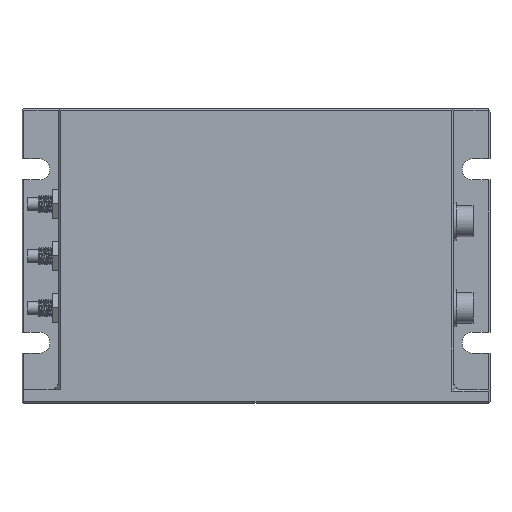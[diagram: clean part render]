
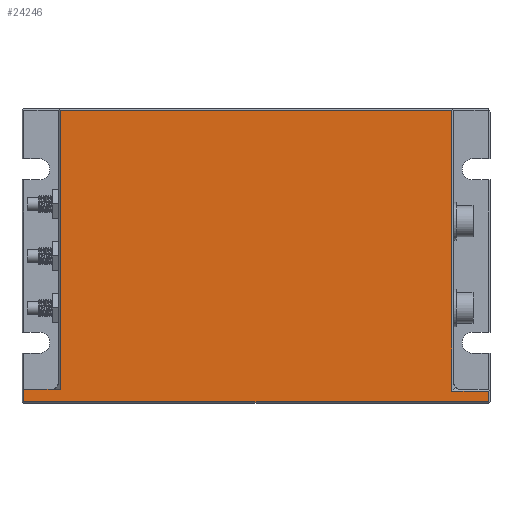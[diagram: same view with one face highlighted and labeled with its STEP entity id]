
A CAD part, top view. The second image highlights one B-rep face of the part: STEP entity #24246.
In plain terms, the highlighted planar face has unit normal (0, 0, 1).
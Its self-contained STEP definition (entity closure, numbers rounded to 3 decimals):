
#8455=DIRECTION('',(1.,0.,0.));
#8456=VECTOR('',#8455,134.);
#8457=CARTESIAN_POINT('',(-67.,-42.,26.));
#8458=LINE('',#8457,#8456);
#8459=DIRECTION('',(0.,-1.,0.));
#8460=VECTOR('',#8459,3.5);
#8461=CARTESIAN_POINT('',(-67.,-38.5,26.));
#8462=LINE('',#8461,#8460);
#8463=DIRECTION('',(0.,-1.,0.));
#8464=VECTOR('',#8463,80.5);
#8465=CARTESIAN_POINT('',(-56.5,42.,26.));
#8466=LINE('',#8465,#8464);
#8467=DIRECTION('',(-1.,0.,0.));
#8468=VECTOR('',#8467,113.);
#8469=CARTESIAN_POINT('',(56.5,42.,26.));
#8470=LINE('',#8469,#8468);
#8471=DIRECTION('',(0.,1.,0.));
#8472=VECTOR('',#8471,81.);
#8473=CARTESIAN_POINT('',(56.5,-39.,26.));
#8474=LINE('',#8473,#8472);
#8475=DIRECTION('',(-1.,0.,0.));
#8476=VECTOR('',#8475,10.5);
#8477=CARTESIAN_POINT('',(67.,-39.,26.));
#8478=LINE('',#8477,#8476);
#8479=DIRECTION('',(0.,1.,0.));
#8480=VECTOR('',#8479,3.);
#8481=CARTESIAN_POINT('',(67.,-42.,26.));
#8482=LINE('',#8481,#8480);
#8511=DIRECTION('',(-1.,0.,0.));
#8512=VECTOR('',#8511,10.5);
#8513=CARTESIAN_POINT('',(-56.5,-38.5,26.));
#8514=LINE('',#8513,#8512);
#11268=CARTESIAN_POINT('',(-56.5,42.,26.));
#11269=CARTESIAN_POINT('',(-56.5,-38.5,26.));
#11270=VERTEX_POINT('',#11268);
#11271=VERTEX_POINT('',#11269);
#11296=CARTESIAN_POINT('',(-67.,-38.5,26.));
#11297=VERTEX_POINT('',#11296);
#11336=CARTESIAN_POINT('',(-67.,-42.,26.));
#11337=VERTEX_POINT('',#11336);
#11338=CARTESIAN_POINT('',(67.,-42.,26.));
#11339=VERTEX_POINT('',#11338);
#11350=CARTESIAN_POINT('',(67.,-39.,26.));
#11351=VERTEX_POINT('',#11350);
#11358=CARTESIAN_POINT('',(56.5,-39.,26.));
#11359=VERTEX_POINT('',#11358);
#11360=CARTESIAN_POINT('',(56.5,42.,26.));
#11362=VERTEX_POINT('',#11360);
#24227=CARTESIAN_POINT('',(0.,0.,26.));
#24228=DIRECTION('',(0.,0.,1.));
#24229=DIRECTION('',(1.,0.,0.));
#24230=AXIS2_PLACEMENT_3D('',#24227,#24228,#24229);
#24231=PLANE('',#24230);
#24232=ORIENTED_EDGE('',*,*,#12499,.F.);
#24234=ORIENTED_EDGE('',*,*,#24233,.F.);
#24236=ORIENTED_EDGE('',*,*,#24235,.F.);
#24238=ORIENTED_EDGE('',*,*,#24237,.F.);
#24240=ORIENTED_EDGE('',*,*,#24239,.F.);
#24241=ORIENTED_EDGE('',*,*,#24218,.F.);
#24242=ORIENTED_EDGE('',*,*,#24205,.F.);
#24243=ORIENTED_EDGE('',*,*,#12482,.F.);
#24244=EDGE_LOOP('',(#24232,#24234,#24236,#24238,#24240,#24241,#24242,#24243));
#24245=FACE_OUTER_BOUND('',#24244,.F.);
#24246=ADVANCED_FACE('',(#24245),#24231,.T.);
#12482=EDGE_CURVE('',#11339,#11351,#8482,.T.);
#12499=EDGE_CURVE('',#11337,#11339,#8458,.T.);
#24205=EDGE_CURVE('',#11351,#11359,#8478,.T.);
#24218=EDGE_CURVE('',#11359,#11362,#8474,.T.);
#24233=EDGE_CURVE('',#11297,#11337,#8462,.T.);
#24235=EDGE_CURVE('',#11271,#11297,#8514,.T.);
#24237=EDGE_CURVE('',#11270,#11271,#8466,.T.);
#24239=EDGE_CURVE('',#11362,#11270,#8470,.T.);
